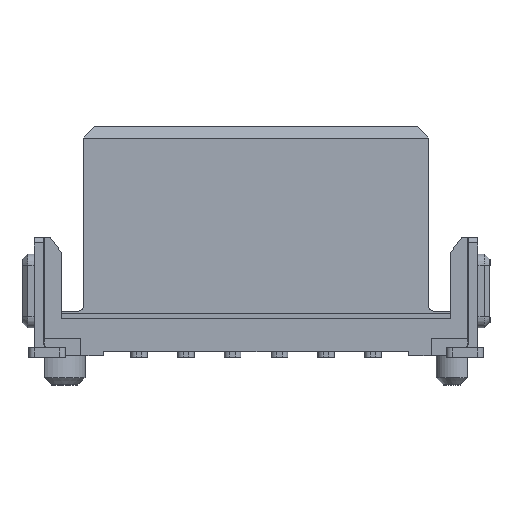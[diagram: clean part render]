
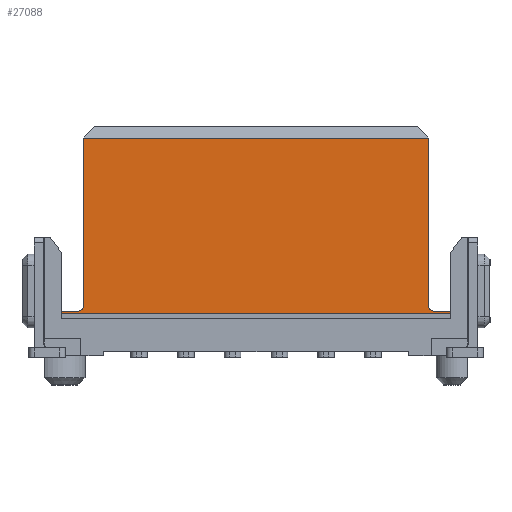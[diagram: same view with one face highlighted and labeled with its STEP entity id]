
A CAD part, top view. The second image highlights one B-rep face of the part: STEP entity #27088.
In plain terms, the highlighted planar face has unit normal (0, 0, 1).
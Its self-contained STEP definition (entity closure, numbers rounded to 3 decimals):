
#1257=PLANE('',#29396);
#2609=FACE_OUTER_BOUND('',#4044,.T.);
#4044=EDGE_LOOP('',(#23923,#23924,#23925,#23926,#23927,#23928,#23929,#23930,
#23931,#23932));
#6665=LINE('',#45619,#9303);
#6669=LINE('',#45627,#9307);
#6670=LINE('',#45629,#9308);
#6671=LINE('',#45632,#9309);
#6674=LINE('',#45640,#9312);
#6681=LINE('',#45653,#9319);
#6682=LINE('',#45656,#9320);
#6683=LINE('',#45657,#9321);
#9303=VECTOR('',#36561,1000.);
#9307=VECTOR('',#36571,1000.);
#9308=VECTOR('',#36574,1000.);
#9309=VECTOR('',#36577,1000.);
#9312=VECTOR('',#36586,1000.);
#9319=VECTOR('',#36599,1000.);
#9320=VECTOR('',#36602,1000.);
#9321=VECTOR('',#36603,1000.);
#10202=CIRCLE('',#29386,0.15);
#10203=CIRCLE('',#29391,0.15);
#12594=VERTEX_POINT('',#45448);
#12596=VERTEX_POINT('',#45457);
#12638=VERTEX_POINT('',#45617);
#12639=VERTEX_POINT('',#45618);
#12640=VERTEX_POINT('',#45623);
#12641=VERTEX_POINT('',#45631);
#12642=VERTEX_POINT('',#45635);
#12643=VERTEX_POINT('',#45639);
#12646=VERTEX_POINT('',#45651);
#12647=VERTEX_POINT('',#45655);
#16393=EDGE_CURVE('',#12638,#12639,#6665,.T.);
#16397=EDGE_CURVE('',#12640,#12639,#10202,.T.);
#16398=EDGE_CURVE('',#12594,#12640,#6669,.T.);
#16399=EDGE_CURVE('',#12596,#12594,#6670,.T.);
#16400=EDGE_CURVE('',#12641,#12596,#6671,.T.);
#16403=EDGE_CURVE('',#12642,#12641,#10203,.T.);
#16404=EDGE_CURVE('',#12642,#12643,#6674,.T.);
#16411=EDGE_CURVE('',#12638,#12646,#6681,.T.);
#16412=EDGE_CURVE('',#12646,#12647,#6682,.T.);
#16413=EDGE_CURVE('',#12647,#12643,#6683,.T.);
#23923=ORIENTED_EDGE('',*,*,#16399,.T.);
#23924=ORIENTED_EDGE('',*,*,#16398,.T.);
#23925=ORIENTED_EDGE('',*,*,#16397,.T.);
#23926=ORIENTED_EDGE('',*,*,#16393,.F.);
#23927=ORIENTED_EDGE('',*,*,#16411,.T.);
#23928=ORIENTED_EDGE('',*,*,#16412,.T.);
#23929=ORIENTED_EDGE('',*,*,#16413,.T.);
#23930=ORIENTED_EDGE('',*,*,#16404,.F.);
#23931=ORIENTED_EDGE('',*,*,#16403,.T.);
#23932=ORIENTED_EDGE('',*,*,#16400,.T.);
#27088=ADVANCED_FACE('',(#2609),#1257,.T.);
#29386=AXIS2_PLACEMENT_3D('',#45625,#36567,#36568);
#29391=AXIS2_PLACEMENT_3D('',#45637,#36582,#36583);
#29396=AXIS2_PLACEMENT_3D('',#45654,#36600,#36601);
#36561=DIRECTION('',(1.,0.,0.));
#36567=DIRECTION('center_axis',(0.,0.,-1.));
#36568=DIRECTION('ref_axis',(-1.,0.,0.));
#36571=DIRECTION('',(0.,-1.,0.));
#36574=DIRECTION('',(-1.,0.,0.));
#36577=DIRECTION('',(0.,1.,0.));
#36582=DIRECTION('center_axis',(0.,0.,-1.));
#36583=DIRECTION('ref_axis',(1.,0.,0.));
#36586=DIRECTION('',(1.,0.,0.));
#36599=DIRECTION('',(0.,-1.,0.));
#36600=DIRECTION('center_axis',(0.,0.,1.));
#36601=DIRECTION('ref_axis',(1.,0.,0.));
#36602=DIRECTION('',(1.,0.,0.));
#36603=DIRECTION('',(0.,1.,0.));
#45448=CARTESIAN_POINT('',(-9.13,5.3,1.525));
#45457=CARTESIAN_POINT('',(0.24,5.3,1.525));
#45617=CARTESIAN_POINT('',(-9.73,0.6,1.525));
#45618=CARTESIAN_POINT('',(-9.28,0.6,1.525));
#45619=CARTESIAN_POINT('',(9.73,0.6,1.525));
#45623=CARTESIAN_POINT('',(-9.13,0.75,1.525));
#45625=CARTESIAN_POINT('Origin',(-9.28,0.75,1.525));
#45627=CARTESIAN_POINT('',(-9.13,0.6,1.525));
#45629=CARTESIAN_POINT('',(9.13,5.3,1.525));
#45631=CARTESIAN_POINT('',(0.24,0.75,1.525));
#45632=CARTESIAN_POINT('',(0.24,0.6,1.525));
#45635=CARTESIAN_POINT('',(0.39,0.6,1.525));
#45637=CARTESIAN_POINT('Origin',(0.39,0.75,1.525));
#45639=CARTESIAN_POINT('',(0.84,0.6,1.525));
#45640=CARTESIAN_POINT('',(0.84,0.6,1.525));
#45651=CARTESIAN_POINT('',(-9.73,0.54,1.525));
#45653=CARTESIAN_POINT('',(-9.73,0.6,1.525));
#45654=CARTESIAN_POINT('Origin',(9.13,0.6,1.525));
#45655=CARTESIAN_POINT('',(0.84,0.54,1.525));
#45656=CARTESIAN_POINT('',(0.24,0.54,1.525));
#45657=CARTESIAN_POINT('',(0.84,0.6,1.525));
